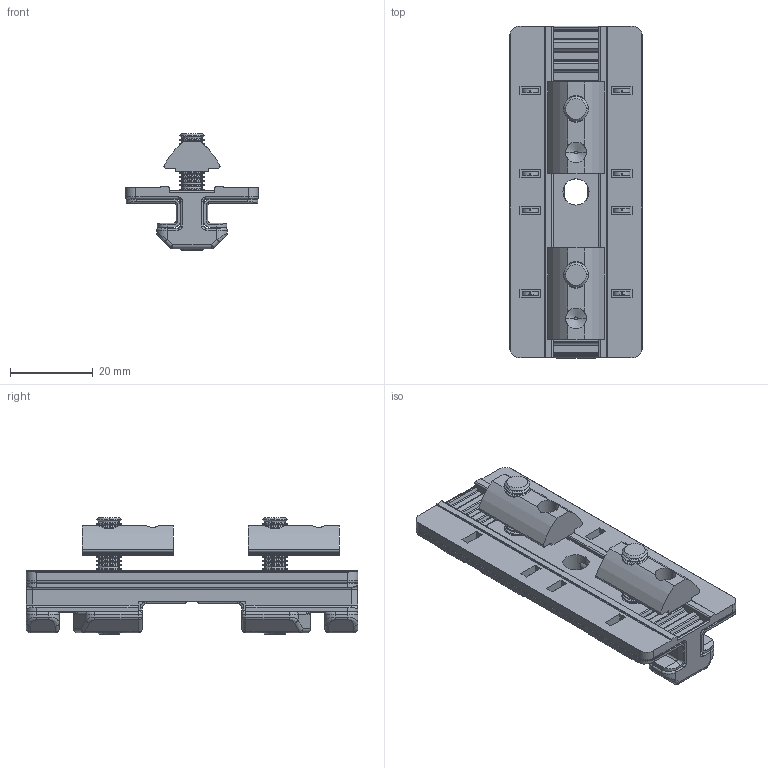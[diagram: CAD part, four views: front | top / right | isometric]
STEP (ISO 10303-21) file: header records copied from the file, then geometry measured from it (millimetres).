
FILE_DESCRIPTION (( 'STEP AP203' ), '1' );
FILE_NAME ('282600502_c_1.STEP', '2022-12-13T05:09:28', ( '' ), ( '' ), 'SwSTEP 2.0', 'SolidWorks 2014', '' );
FILE_SCHEMA (( 'CONFIG_CONTROL_DESIGN' ));
Length unit declared in the file: millimetre
Products named in the file (1): 282600502_c_1
Bounding box: 32 x 80 x 28 mm (x, y, z)
Volume: 18046.4 mm3; surface area: 20289.9 mm2
Topology: 9 solids, 9 shells, 1039 faces, 2662 edges, 1630 vertices
Faces by surface type: cylinder 344, plane 259, cone 220, bspline 208, torus 8
Entity records: 35112 total; most frequent: CARTESIAN_POINT 10273, ORIENTED_EDGE 5308, DIRECTION 5300, EDGE_CURVE 2654, AXIS2_PLACEMENT_3D 2036, VERTEX_POINT 1630, LINE 1228, VECTOR 1228
